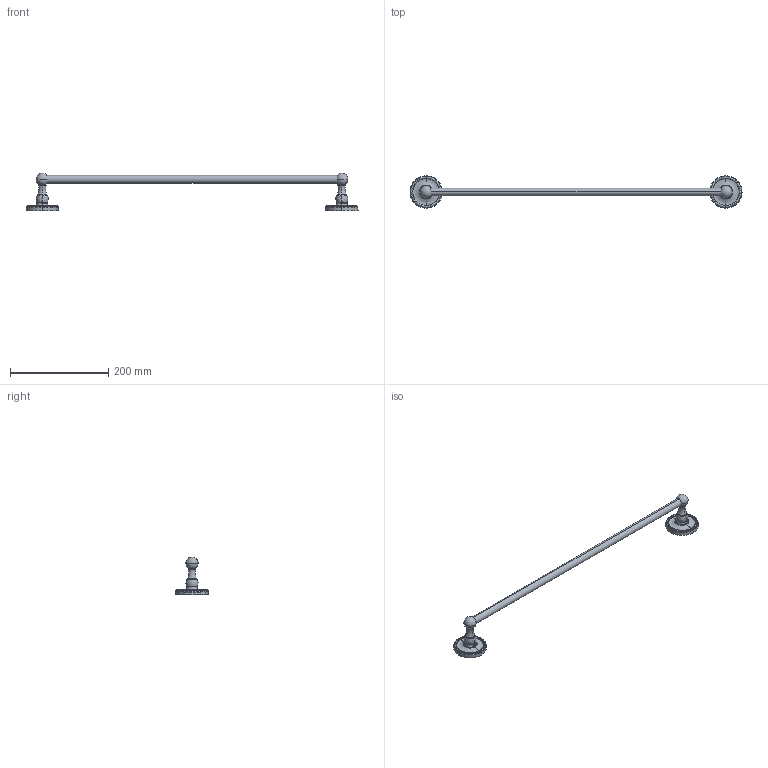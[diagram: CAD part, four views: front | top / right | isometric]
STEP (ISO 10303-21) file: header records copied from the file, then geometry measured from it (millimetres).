
FILE_DESCRIPTION((''),'2;1');
FILE_NAME('G1503_ASM','2011-01-19T',('project'),(''),'PRO/ENGINEER BY PARAMETRIC TECHNOLOGY CORPORATION, 2009300','PRO/ENGINEER BY PARAMETRIC TECHNOLOGY CORPORATION, 2009300','');
FILE_SCHEMA(('CONFIG_CONTROL_DESIGN'));
Length unit declared in the file: inch
Products named in the file (3): 1103; 1500C; G1503_ASM
Assembly tree (3 placements, depth 2):
  G1503_ASM
    1103
    1500C  x2
Bounding box: 675.38 x 65.79 x 76.48 mm (x, y, z)
Volume: 20677.5 mm3; surface area: 63189.6 mm2
Topology: 4 solids, 5 shells, 350 faces, 1188 edges, 698 vertices
Faces by surface type: bspline 156, sphere 80, cylinder 42, torus 32, plane 24, cone 16
Entity records: 9932 total; most frequent: CARTESIAN_POINT 4463, DIRECTION 1202, ORIENTED_EDGE 1172, EDGE_CURVE 590, AXIS2_PLACEMENT_3D 575, CIRCLE 438, VERTEX_POINT 400, EDGE_LOOP 226
